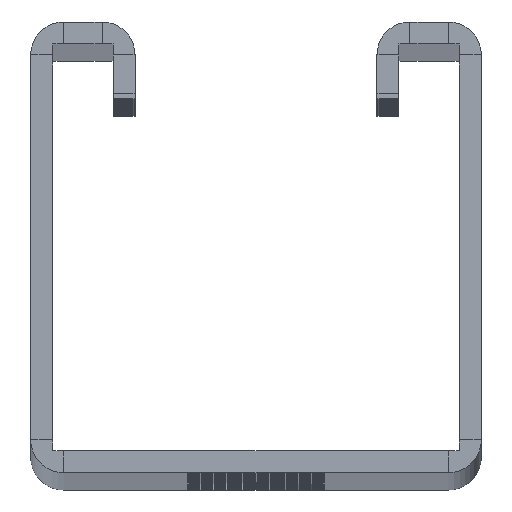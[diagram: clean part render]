
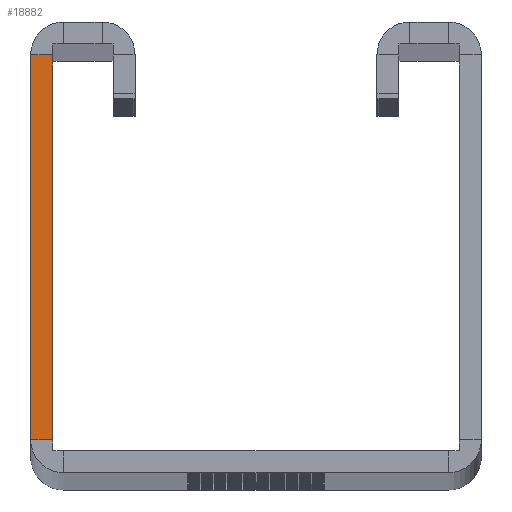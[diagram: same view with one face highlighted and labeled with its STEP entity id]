
A CAD part, top view. The second image highlights one B-rep face of the part: STEP entity #18882.
In plain terms, the highlighted planar face has unit normal (0, 0, 1).
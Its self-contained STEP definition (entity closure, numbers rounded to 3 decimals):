
#5831 = DIRECTION ( 'NONE',  ( 0., 0., 1. ) ) ;
#6355 = CARTESIAN_POINT ( 'NONE',  ( -18.5, 0., 0. ) ) ;
#9377 = DIRECTION ( 'NONE',  ( 1., 0., 0. ) ) ;
#9958 = VECTOR ( 'NONE', #9377, 1000. ) ;
#9991 = CARTESIAN_POINT ( 'NONE',  ( -17.5, 2., 0. ) ) ;
#10219 = EDGE_LOOP ( 'NONE', ( #36340, #20502, #32511, #42979 ) ) ;
#11118 = AXIS2_PLACEMENT_3D ( 'NONE', #9991, #5831, #14393 ) ;
#12101 = VECTOR ( 'NONE', #46953, 1000. ) ;
#14393 = DIRECTION ( 'NONE',  ( 1., 0., 0. ) ) ;
#17745 = CARTESIAN_POINT ( 'NONE',  ( -18.5, 3., 0. ) ) ;
#18882 = ADVANCED_FACE ( 'NONE', ( #39038 ), #23338, .T. ) ;
#19716 = VERTEX_POINT ( 'NONE', #17745 ) ;
#20502 = ORIENTED_EDGE ( 'NONE', *, *, #30402, .T. ) ;
#22321 = CARTESIAN_POINT ( 'NONE',  ( -20.5, 3., 0. ) ) ;
#23338 = PLANE ( 'NONE',  #11118 ) ;
#23658 = LINE ( 'NONE', #51331, #12101 ) ;
#24768 = EDGE_CURVE ( 'NONE', #19716, #51607, #47485, .T. ) ;
#26581 = CARTESIAN_POINT ( 'NONE',  ( -18.5, 38., 0. ) ) ;
#30402 = EDGE_CURVE ( 'NONE', #32088, #19716, #46041, .T. ) ;
#32088 = VERTEX_POINT ( 'NONE', #38692 ) ;
#32511 = ORIENTED_EDGE ( 'NONE', *, *, #24768, .T. ) ;
#34794 = VECTOR ( 'NONE', #43679, 1000. ) ;
#36340 = ORIENTED_EDGE ( 'NONE', *, *, #41441, .F. ) ;
#38692 = CARTESIAN_POINT ( 'NONE',  ( -20.5, 3., 0. ) ) ;
#39038 = FACE_OUTER_BOUND ( 'NONE', #10219, .T. ) ;
#41441 = EDGE_CURVE ( 'NONE', #32088, #52667, #23658, .T. ) ;
#42979 = ORIENTED_EDGE ( 'NONE', *, *, #47787, .T. ) ;
#43679 = DIRECTION ( 'NONE',  ( -1., 0., 0. ) ) ;
#44941 = DIRECTION ( 'NONE',  ( 0., 1., 0. ) ) ;
#45394 = VECTOR ( 'NONE', #44941, 1000. ) ;
#46041 = LINE ( 'NONE', #22321, #9958 ) ;
#46953 = DIRECTION ( 'NONE',  ( 0., 1., 0. ) ) ;
#47485 = LINE ( 'NONE', #6355, #45394 ) ;
#47787 = EDGE_CURVE ( 'NONE', #51607, #52667, #48370, .T. ) ;
#48370 = LINE ( 'NONE', #26581, #34794 ) ;
#49321 = CARTESIAN_POINT ( 'NONE',  ( -20.5, 38., 0. ) ) ;
#50884 = CARTESIAN_POINT ( 'NONE',  ( -18.5, 38., 0. ) ) ;
#51331 = CARTESIAN_POINT ( 'NONE',  ( -20.5, 0., 0. ) ) ;
#51607 = VERTEX_POINT ( 'NONE', #50884 ) ;
#52667 = VERTEX_POINT ( 'NONE', #49321 ) ;
